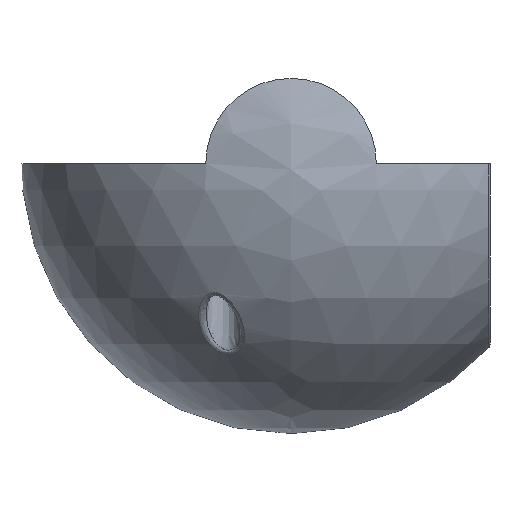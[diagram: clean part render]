
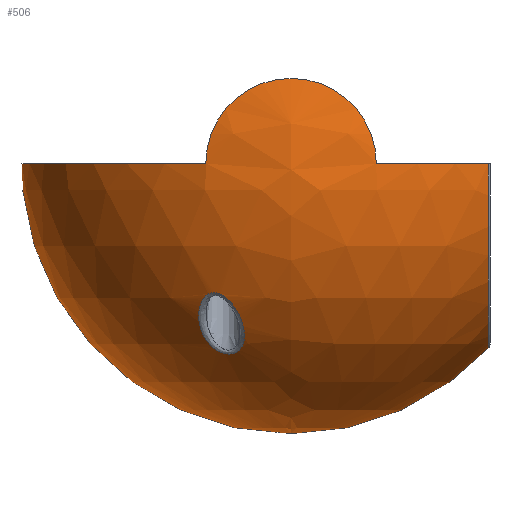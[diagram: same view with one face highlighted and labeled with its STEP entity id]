
A CAD part, left-side view. The second image highlights one B-rep face of the part: STEP entity #506.
In plain terms, the highlighted spherical face has radius 47.5 mm.
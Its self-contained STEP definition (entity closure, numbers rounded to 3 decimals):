
#17=FACE_BOUND('',#124,.T.);
#18=FACE_BOUND('',#125,.T.);
#25=SPHERICAL_SURFACE('',#562,47.5);
#93=FACE_OUTER_BOUND('',#123,.T.);
#123=EDGE_LOOP('',(#393,#394,#395,#396,#397,#398,#399,#400,#401));
#124=EDGE_LOOP('',(#402));
#125=EDGE_LOOP('',(#403));
#162=B_SPLINE_CURVE_WITH_KNOTS('',3,(#2076,#2077,#2078,#2079,#2080,#2081,
#2082,#2083,#2084,#2085,#2086,#2087,#2088,#2089,#2090,#2091,#2092,#2093,
#2094,#2095,#2096,#2097,#2098,#2099,#2100,#2101,#2102,#2103,#2104,#2105,
#2106,#2107,#2108,#2109),.UNSPECIFIED.,.T.,.F.,(4,1,1,1,1,1,1,1,1,1,1,1,
1,1,1,1,1,1,1,1,1,1,1,1,1,1,1,1,1,1,1,4),(-2.359,-2.275,
-2.191,-2.107,-2.065,-2.043,
-2.022,-1.854,-1.77,-1.727,
-1.685,-1.601,-1.517,-1.433,
-1.348,-1.278,-1.236,-1.124,
-1.011,-0.955,-0.899,-0.786,
-0.674,-0.506,-0.421,-0.337,
-0.253,-0.169,-0.126,-0.084,
-0.042,0.),.UNSPECIFIED.);
#163=B_SPLINE_CURVE_WITH_KNOTS('',3,(#2128,#2129,#2130,#2131,#2132,#2133,
#2134,#2135,#2136,#2137,#2138,#2139,#2140,#2141,#2142,#2143,#2144,#2145,
#2146,#2147,#2148,#2149,#2150,#2151,#2152,#2153,#2154),.UNSPECIFIED.,.T.,
 .F.,(4,1,1,1,1,1,1,1,1,1,1,1,1,1,1,1,1,1,1,1,1,1,1,1,4),(-2.359,
-2.275,-2.191,-2.107,-2.022,
-1.854,-1.685,-1.601,-1.517,
-1.348,-1.236,-1.194,-1.124,
-1.095,-1.067,-1.039,-1.011,
-0.899,-0.786,-0.674,-0.506,
-0.337,-0.169,-0.084,0.),
 .UNSPECIFIED.);
#181=CIRCLE('',#563,32.404);
#182=CIRCLE('',#564,47.5);
#183=CIRCLE('',#565,15.);
#184=CIRCLE('',#566,47.5);
#185=CIRCLE('',#567,15.);
#186=CIRCLE('',#568,47.5);
#187=CIRCLE('',#569,15.);
#188=CIRCLE('',#570,47.5);
#232=VERTEX_POINT('',#2034);
#235=VERTEX_POINT('',#2111);
#236=VERTEX_POINT('',#2112);
#237=VERTEX_POINT('',#2114);
#238=VERTEX_POINT('',#2116);
#239=VERTEX_POINT('',#2118);
#240=VERTEX_POINT('',#2120);
#241=VERTEX_POINT('',#2122);
#242=VERTEX_POINT('',#2124);
#243=VERTEX_POINT('',#2127);
#297=EDGE_CURVE('',#232,#232,#162,.T.);
#298=EDGE_CURVE('',#235,#236,#181,.T.);
#299=EDGE_CURVE('',#237,#235,#182,.T.);
#300=EDGE_CURVE('',#238,#237,#183,.T.);
#301=EDGE_CURVE('',#238,#239,#184,.T.);
#302=EDGE_CURVE('',#240,#238,#185,.T.);
#303=EDGE_CURVE('',#241,#240,#186,.T.);
#304=EDGE_CURVE('',#242,#241,#187,.T.);
#305=EDGE_CURVE('',#236,#242,#188,.T.);
#306=EDGE_CURVE('',#243,#243,#163,.T.);
#393=ORIENTED_EDGE('',*,*,#298,.F.);
#394=ORIENTED_EDGE('',*,*,#299,.F.);
#395=ORIENTED_EDGE('',*,*,#300,.F.);
#396=ORIENTED_EDGE('',*,*,#301,.T.);
#397=ORIENTED_EDGE('',*,*,#301,.F.);
#398=ORIENTED_EDGE('',*,*,#302,.F.);
#399=ORIENTED_EDGE('',*,*,#303,.F.);
#400=ORIENTED_EDGE('',*,*,#304,.F.);
#401=ORIENTED_EDGE('',*,*,#305,.F.);
#402=ORIENTED_EDGE('',*,*,#306,.F.);
#403=ORIENTED_EDGE('',*,*,#297,.F.);
#506=ADVANCED_FACE('',(#93,#17,#18),#25,.T.);
#562=AXIS2_PLACEMENT_3D('',#2110,#665,#666);
#563=AXIS2_PLACEMENT_3D('',#2113,#667,#668);
#564=AXIS2_PLACEMENT_3D('',#2115,#669,#670);
#565=AXIS2_PLACEMENT_3D('',#2117,#671,#672);
#566=AXIS2_PLACEMENT_3D('',#2119,#673,#674);
#567=AXIS2_PLACEMENT_3D('',#2121,#675,#676);
#568=AXIS2_PLACEMENT_3D('',#2123,#677,#678);
#569=AXIS2_PLACEMENT_3D('',#2125,#679,#680);
#570=AXIS2_PLACEMENT_3D('',#2126,#681,#682);
#665=DIRECTION('center_axis',(0.,0.,1.));
#666=DIRECTION('ref_axis',(1.,0.,0.));
#667=DIRECTION('center_axis',(0.,-1.,0.));
#668=DIRECTION('ref_axis',(0.,0.,-1.));
#669=DIRECTION('center_axis',(0.,0.,1.));
#670=DIRECTION('ref_axis',(0.,1.,0.));
#671=DIRECTION('center_axis',(1.,0.,0.));
#672=DIRECTION('ref_axis',(0.,1.,0.));
#673=DIRECTION('center_axis',(0.,-1.,0.));
#674=DIRECTION('ref_axis',(-1.,0.,0.));
#675=DIRECTION('center_axis',(1.,0.,0.));
#676=DIRECTION('ref_axis',(0.,1.,0.));
#677=DIRECTION('center_axis',(0.,0.,1.));
#678=DIRECTION('ref_axis',(0.,1.,0.));
#679=DIRECTION('center_axis',(-1.,0.,0.));
#680=DIRECTION('ref_axis',(0.,1.,0.));
#681=DIRECTION('center_axis',(0.,0.,1.));
#682=DIRECTION('ref_axis',(0.,1.,0.));
#2034=CARTESIAN_POINT('',(39.668,191.756,-23.335));
#2076=CARTESIAN_POINT('Ctrl Pts',(39.668,191.756,-23.335));
#2077=CARTESIAN_POINT('Ctrl Pts',(39.629,191.422,-23.569));
#2078=CARTESIAN_POINT('Ctrl Pts',(39.477,190.818,-24.11));
#2079=CARTESIAN_POINT('Ctrl Pts',(39.106,190.073,-25.02));
#2080=CARTESIAN_POINT('Ctrl Pts',(38.712,189.561,-25.817));
#2081=CARTESIAN_POINT('Ctrl Pts',(38.4,189.254,-26.385));
#2082=CARTESIAN_POINT('Ctrl Pts',(38.211,189.094,-26.711));
#2083=CARTESIAN_POINT('Ctrl Pts',(37.725,188.716,-27.53));
#2084=CARTESIAN_POINT('Ctrl Pts',(37.006,188.362,-28.602));
#2085=CARTESIAN_POINT('Ctrl Pts',(36.13,188.202,-29.73));
#2086=CARTESIAN_POINT('Ctrl Pts',(35.605,188.185,-30.359));
#2087=CARTESIAN_POINT('Ctrl Pts',(35.065,188.22,-30.975));
#2088=CARTESIAN_POINT('Ctrl Pts',(34.365,188.373,-31.712));
#2089=CARTESIAN_POINT('Ctrl Pts',(33.51,188.77,-32.51));
#2090=CARTESIAN_POINT('Ctrl Pts',(32.685,189.435,-33.158));
#2091=CARTESIAN_POINT('Ctrl Pts',(32.032,190.358,-33.516));
#2092=CARTESIAN_POINT('Ctrl Pts',(31.717,191.279,-33.515));
#2093=CARTESIAN_POINT('Ctrl Pts',(31.582,192.344,-33.27));
#2094=CARTESIAN_POINT('Ctrl Pts',(31.759,193.508,-32.65));
#2095=CARTESIAN_POINT('Ctrl Pts',(32.248,194.434,-31.756));
#2096=CARTESIAN_POINT('Ctrl Pts',(32.734,195.023,-30.972));
#2097=CARTESIAN_POINT('Ctrl Pts',(33.27,195.512,-30.154));
#2098=CARTESIAN_POINT('Ctrl Pts',(34.007,195.955,-29.087));
#2099=CARTESIAN_POINT('Ctrl Pts',(35.112,196.29,-27.558));
#2100=CARTESIAN_POINT('Ctrl Pts',(36.186,196.286,-26.13));
#2101=CARTESIAN_POINT('Ctrl Pts',(37.187,195.994,-24.862));
#2102=CARTESIAN_POINT('Ctrl Pts',(37.936,195.598,-23.965));
#2103=CARTESIAN_POINT('Ctrl Pts',(38.665,194.985,-23.178));
#2104=CARTESIAN_POINT('Ctrl Pts',(39.215,194.208,-22.735));
#2105=CARTESIAN_POINT('Ctrl Pts',(39.524,193.439,-22.663));
#2106=CARTESIAN_POINT('Ctrl Pts',(39.661,192.844,-22.769));
#2107=CARTESIAN_POINT('Ctrl Pts',(39.707,192.273,-23.003));
#2108=CARTESIAN_POINT('Ctrl Pts',(39.687,191.923,-23.218));
#2109=CARTESIAN_POINT('Ctrl Pts',(39.668,191.756,-23.335));
#2110=CARTESIAN_POINT('Origin',(0.,180.,0.));
#2111=CARTESIAN_POINT('',(-32.404,145.269,0.));
#2112=CARTESIAN_POINT('',(32.404,145.269,0.));
#2113=CARTESIAN_POINT('Origin',(0.,145.269,0.));
#2114=CARTESIAN_POINT('',(-45.069,165.,0.));
#2115=CARTESIAN_POINT('Origin',(0.,180.,0.));
#2116=CARTESIAN_POINT('',(-45.069,180.,15.));
#2117=CARTESIAN_POINT('Origin',(-45.069,180.,0.));
#2118=CARTESIAN_POINT('',(0.,180.,-47.5));
#2119=CARTESIAN_POINT('Origin',(0.,180.,0.));
#2120=CARTESIAN_POINT('',(-45.069,195.,0.));
#2121=CARTESIAN_POINT('Origin',(-45.069,180.,0.));
#2122=CARTESIAN_POINT('',(45.069,195.,0.));
#2123=CARTESIAN_POINT('Origin',(0.,180.,0.));
#2124=CARTESIAN_POINT('',(45.069,165.,0.));
#2125=CARTESIAN_POINT('Origin',(45.069,180.,0.));
#2126=CARTESIAN_POINT('Origin',(0.,180.,0.));
#2127=CARTESIAN_POINT('',(-31.633,192.196,-33.27));
#2128=CARTESIAN_POINT('Ctrl Pts',(-31.633,192.196,-33.27));
#2129=CARTESIAN_POINT('Ctrl Pts',(-31.636,191.81,-33.408));
#2130=CARTESIAN_POINT('Ctrl Pts',(-31.757,190.995,-33.576));
#2131=CARTESIAN_POINT('Ctrl Pts',(-32.316,189.879,-33.389));
#2132=CARTESIAN_POINT('Ctrl Pts',(-33.092,189.062,-32.856));
#2133=CARTESIAN_POINT('Ctrl Pts',(-34.226,188.366,-31.875));
#2134=CARTESIAN_POINT('Ctrl Pts',(-35.639,188.088,-30.377));
#2135=CARTESIAN_POINT('Ctrl Pts',(-36.891,188.326,-28.76));
#2136=CARTESIAN_POINT('Ctrl Pts',(-37.774,188.758,-27.444));
#2137=CARTESIAN_POINT('Ctrl Pts',(-38.564,189.346,-26.133));
#2138=CARTESIAN_POINT('Ctrl Pts',(-39.257,190.226,-24.738));
#2139=CARTESIAN_POINT('Ctrl Pts',(-39.626,191.306,-23.636));
#2140=CARTESIAN_POINT('Ctrl Pts',(-39.715,192.21,-23.023));
#2141=CARTESIAN_POINT('Ctrl Pts',(-39.668,192.849,-22.756));
#2142=CARTESIAN_POINT('Ctrl Pts',(-39.513,193.443,-22.679));
#2143=CARTESIAN_POINT('Ctrl Pts',(-39.369,193.828,-22.697));
#2144=CARTESIAN_POINT('Ctrl Pts',(-39.192,194.189,-22.782));
#2145=CARTESIAN_POINT('Ctrl Pts',(-38.783,194.845,-23.068));
#2146=CARTESIAN_POINT('Ctrl Pts',(-38.057,195.547,-23.814));
#2147=CARTESIAN_POINT('Ctrl Pts',(-37.059,196.062,-25.016));
#2148=CARTESIAN_POINT('Ctrl Pts',(-35.891,196.323,-26.516));
#2149=CARTESIAN_POINT('Ctrl Pts',(-34.582,196.21,-28.277));
#2150=CARTESIAN_POINT('Ctrl Pts',(-33.207,195.557,-30.226));
#2151=CARTESIAN_POINT('Ctrl Pts',(-32.24,194.515,-31.739));
#2152=CARTESIAN_POINT('Ctrl Pts',(-31.733,193.311,-32.75));
#2153=CARTESIAN_POINT('Ctrl Pts',(-31.629,192.582,-33.132));
#2154=CARTESIAN_POINT('Ctrl Pts',(-31.633,192.196,-33.27));
